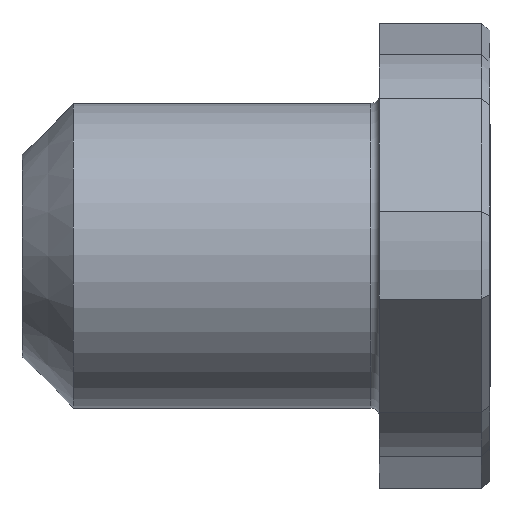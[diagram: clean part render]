
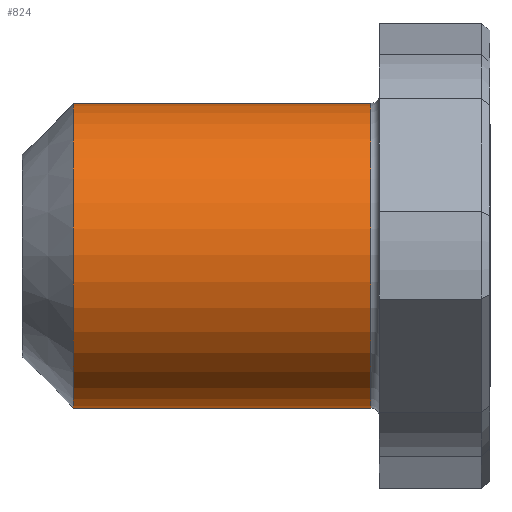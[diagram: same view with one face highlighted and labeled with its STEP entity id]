
A CAD part, top view. The second image highlights one B-rep face of the part: STEP entity #824.
In plain terms, the highlighted cylindrical face has radius 17.9 mm (diameter 35.8 mm), a full revolution.
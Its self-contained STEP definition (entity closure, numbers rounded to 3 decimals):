
#8 = EDGE_CURVE ( 'NONE', #1016, #1016, #1041, .T. ) ;
#61 = AXIS2_PLACEMENT_3D ( 'NONE', #1323, #789, #1226 ) ;
#65 = CARTESIAN_POINT ( 'NONE',  ( -36., 0., 17.9 ) ) ;
#114 = DIRECTION ( 'NONE',  ( 0., 0., 1. ) ) ;
#189 = VERTEX_POINT ( 'NONE', #1024 ) ;
#193 = EDGE_LOOP ( 'NONE', ( #229 ) ) ;
#229 = ORIENTED_EDGE ( 'NONE', *, *, #290, .T. ) ;
#230 = DIRECTION ( 'NONE',  ( 0., 0., 1. ) ) ;
#290 = EDGE_CURVE ( 'NONE', #189, #189, #729, .T. ) ;
#342 = EDGE_LOOP ( 'NONE', ( #708 ) ) ;
#556 = CARTESIAN_POINT ( 'NONE',  ( -36., 0., 0. ) ) ;
#644 = FACE_OUTER_BOUND ( 'NONE', #342, .T. ) ;
#708 = ORIENTED_EDGE ( 'NONE', *, *, #8, .F. ) ;
#729 = CIRCLE ( 'NONE', #61, 17.9 ) ;
#789 = DIRECTION ( 'NONE',  ( -1., 0., 0. ) ) ;
#824 = ADVANCED_FACE ( 'NONE', ( #644, #1173 ), #1066, .T. ) ;
#850 = CARTESIAN_POINT ( 'NONE',  ( 810.884, 0., 0. ) ) ;
#1016 = VERTEX_POINT ( 'NONE', #65 ) ;
#1024 = CARTESIAN_POINT ( 'NONE',  ( -1., 0., 17.9 ) ) ;
#1041 = CIRCLE ( 'NONE', #1064, 17.9 ) ;
#1057 = AXIS2_PLACEMENT_3D ( 'NONE', #850, #1284, #230 ) ;
#1064 = AXIS2_PLACEMENT_3D ( 'NONE', #556, #1068, #114 ) ;
#1066 = CYLINDRICAL_SURFACE ( 'NONE', #1057, 17.9 ) ;
#1068 = DIRECTION ( 'NONE',  ( -1., 0., 0. ) ) ;
#1173 = FACE_OUTER_BOUND ( 'NONE', #193, .T. ) ;
#1226 = DIRECTION ( 'NONE',  ( 0., 0., 1. ) ) ;
#1284 = DIRECTION ( 'NONE',  ( -1., 0., 0. ) ) ;
#1323 = CARTESIAN_POINT ( 'NONE',  ( -1., 0., 0. ) ) ;
